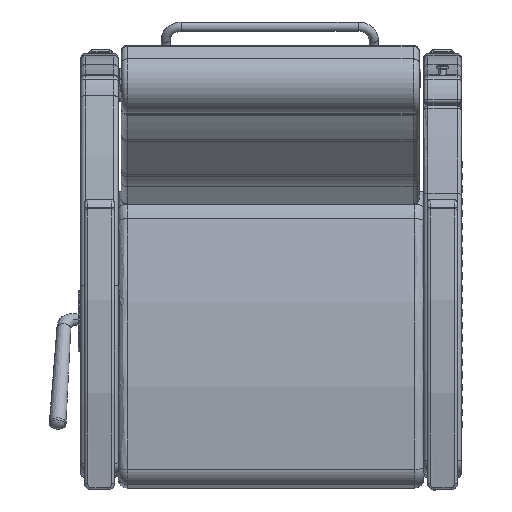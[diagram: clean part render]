
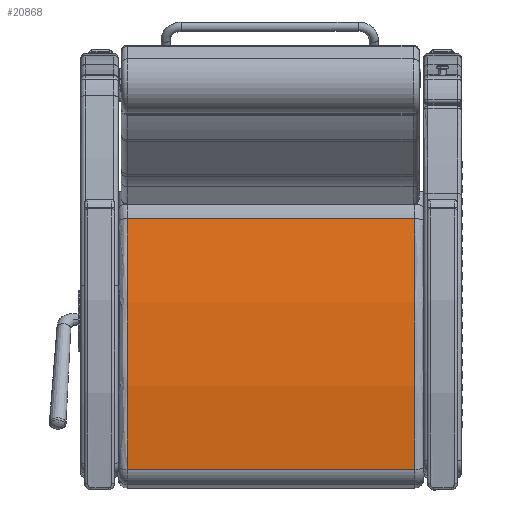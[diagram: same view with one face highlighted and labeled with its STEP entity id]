
A CAD part, front view. The second image highlights one B-rep face of the part: STEP entity #20868.
In plain terms, the highlighted free-form (B-spline) face has degree [1, 2] with [2, 3] control points.
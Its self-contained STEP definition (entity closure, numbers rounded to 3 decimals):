
#683=(
BOUNDED_SURFACE()
B_SPLINE_SURFACE(1,2,((#31807,#31808,#31809),(#31810,#31811,#31812)),
 .UNSPECIFIED.,.F.,.F.,.F.)
B_SPLINE_SURFACE_WITH_KNOTS((2,2),(3,3),(-0.193,0.193),
(1.362,1.699),.UNSPECIFIED.)
GEOMETRIC_REPRESENTATION_ITEM()
RATIONAL_B_SPLINE_SURFACE(((1.,0.986,1.),(1.,0.986,
1.)))
REPRESENTATION_ITEM('')
SURFACE()
);
#1218=ELLIPSE('',#22474,60.054,60.);
#1228=ELLIPSE('',#22502,60.054,60.);
#2194=FACE_OUTER_BOUND('',#3442,.T.);
#3442=EDGE_LOOP('',(#14569,#14570,#14571,#14572));
#4828=LINE('',#31805,#6326);
#4829=LINE('',#31814,#6327);
#6326=VECTOR('',#25133,0.394);
#6327=VECTOR('',#25136,0.394);
#9022=VERTEX_POINT('',#31597);
#9023=VERTEX_POINT('',#31598);
#9048=VERTEX_POINT('',#31804);
#9049=VERTEX_POINT('',#31813);
#11247=EDGE_CURVE('',#9022,#9023,#1218,.T.);
#11285=EDGE_CURVE('',#9023,#9048,#4828,.T.);
#11287=EDGE_CURVE('',#9022,#9049,#4829,.T.);
#11288=EDGE_CURVE('',#9048,#9049,#1228,.T.);
#14569=ORIENTED_EDGE('',*,*,#11247,.F.);
#14570=ORIENTED_EDGE('',*,*,#11287,.T.);
#14571=ORIENTED_EDGE('',*,*,#11288,.F.);
#14572=ORIENTED_EDGE('',*,*,#11285,.F.);
#20868=ADVANCED_FACE('',(#2194),#683,.F.);
#22474=AXIS2_PLACEMENT_3D('',#31599,#25065,#25066);
#22502=AXIS2_PLACEMENT_3D('',#31815,#25137,#25138);
#25065=DIRECTION('center_axis',(0.,0.,-1.));
#25066=DIRECTION('ref_axis',(1.,0.,0.));
#25133=DIRECTION('',(0.,0.,1.));
#25136=DIRECTION('',(0.,0.,1.));
#25137=DIRECTION('center_axis',(0.,0.,1.));
#25138=DIRECTION('ref_axis',(1.,0.,0.));
#31597=CARTESIAN_POINT('',(-10.045,1.256,-11.563));
#31598=CARTESIAN_POINT('',(10.111,0.445,-11.563));
#31599=CARTESIAN_POINT('Origin',(-2.35,-58.249,-11.563));
#31804=CARTESIAN_POINT('',(10.111,0.445,11.563));
#31805=CARTESIAN_POINT('',(10.111,0.445,0.));
#31807=CARTESIAN_POINT('Ctrl Pts',(10.111,0.445,-11.563));
#31808=CARTESIAN_POINT('Ctrl Pts',(0.103,2.566,-11.563));
#31809=CARTESIAN_POINT('Ctrl Pts',(-10.045,1.256,-11.563));
#31810=CARTESIAN_POINT('Ctrl Pts',(10.111,0.445,11.563));
#31811=CARTESIAN_POINT('Ctrl Pts',(0.103,2.566,11.563));
#31812=CARTESIAN_POINT('Ctrl Pts',(-10.045,1.256,11.563));
#31813=CARTESIAN_POINT('',(-10.045,1.256,11.563));
#31814=CARTESIAN_POINT('',(-10.045,1.256,0.));
#31815=CARTESIAN_POINT('Origin',(-2.35,-58.249,11.563));
